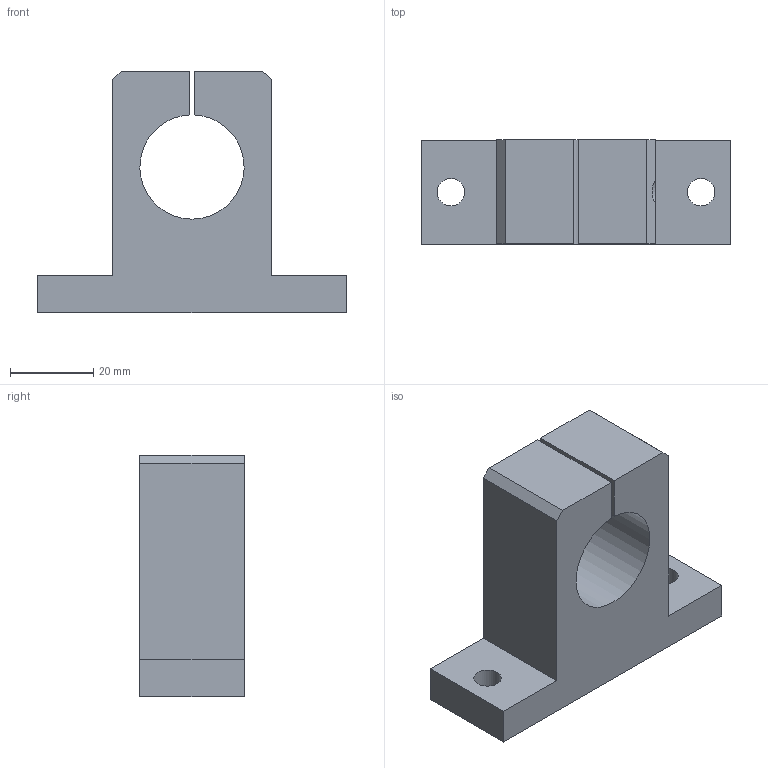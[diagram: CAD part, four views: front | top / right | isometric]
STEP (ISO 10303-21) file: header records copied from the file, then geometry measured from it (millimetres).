
FILE_DESCRIPTION( ( 'STEP AP214' ), '1' );
FILE_NAME( 'SGWA-25.stp', '2010-07-28T09:00:54', ( ' ' ), ( ' ' ), 'XStep 1.0', ' ', ' ' );
FILE_SCHEMA( ( 'CONFIG_CONTROL_DESIGN) ( )' ) );
Length unit declared in the file: metre
Products named in the file (1): 1
Bounding box: 74 x 25 x 58 mm (x, y, z)
Volume: 49648.1 mm3; surface area: 13772.3 mm2
Topology: 1 solids, 1 shells, 30 faces, 78 edges, 52 vertices
Faces by surface type: plane 24, cylinder 5, torus 1
Full cylindrical faces by diameter (mm): 6.6 x2, 10 x1, 11 x1
Entity records: 1135 total; most frequent: CARTESIAN_POINT 152, DIRECTION 145, ORIENTED_EDGE 142, EDGE_CURVE 71, LINE 59, VECTOR 59, VERTEX_POINT 50, AXIS2_PLACEMENT_3D 43
